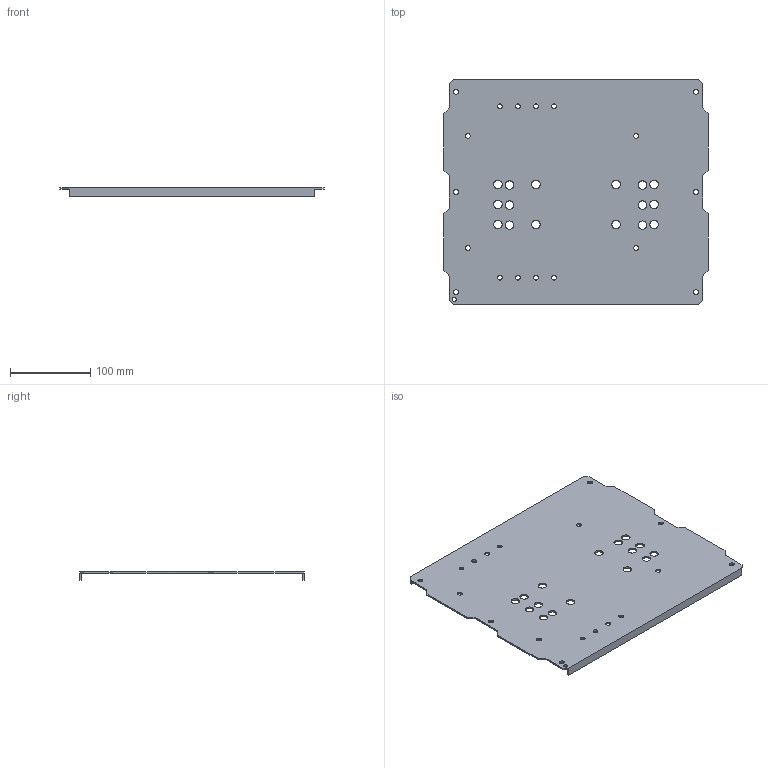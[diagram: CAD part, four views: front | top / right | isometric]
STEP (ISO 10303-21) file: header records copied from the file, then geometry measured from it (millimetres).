
FILE_DESCRIPTION((''),'2;1');
FILE_NAME('PM_ES46_K123_PROGE0001_ASM','2023-02-10T12:46:51',('klemen.sitar'),('Audax d.o.o.'),'CREO PARAMETRIC BY PTC INC, 2021304','CREO PARAMETRIC BY PTC INC, 2021304','');
FILE_SCHEMA(('AP242_MANAGED_MODEL_BASED_3D_ENGINEERING_MIM_LF { 1 0 10303 442 1 1 4 }'));
Length unit declared in the file: millimetre
Products named in the file (3): OPEN_CASCADE_STEP_TRANSLAT-4473; PM_1-1_ELS46_K1_ASM; PM_ES46_K123_PROGE0001_ASM
Assembly tree (2 placements, depth 3):
  PM_ES46_K123_PROGE0001_ASM
    PM_1-1_ELS46_K1_ASM
      OPEN_CASCADE_STEP_TRANSLAT-4473
Bounding box: 330 x 280 x 11 mm (x, y, z)
Volume: 188416 mm3; surface area: 192660.5 mm2
Topology: 1 solids, 1 shells, 104 faces, 302 edges, 200 vertices
Faces by surface type: cylinder 70, plane 34
Entity records: 5672 total; most frequent: DIRECTION 662, CARTESIAN_POINT 618, ORIENTED_EDGE 604, PRESENTATION_STYLE_ASSIGNMENT 407, STYLED_ITEM 407, CURVE_STYLE 302, EDGE_CURVE 302, AXIS2_PLACEMENT_3D 250
